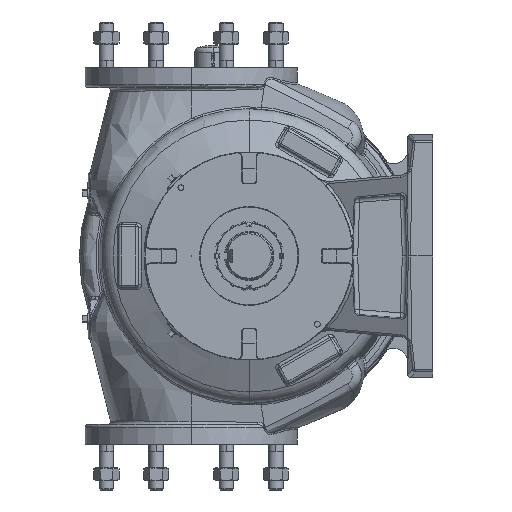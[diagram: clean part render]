
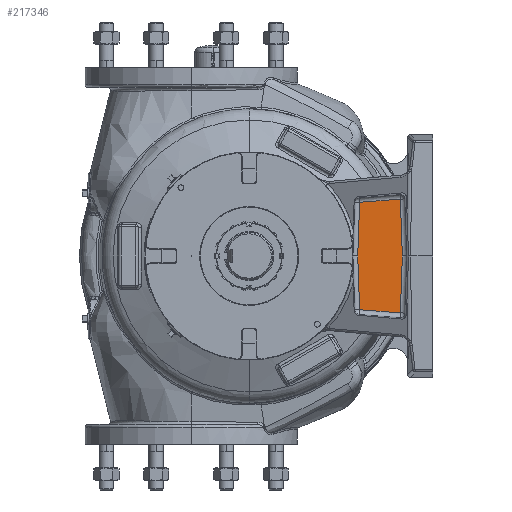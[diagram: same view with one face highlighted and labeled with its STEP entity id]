
A CAD part, left-side view. The second image highlights one B-rep face of the part: STEP entity #217346.
In plain terms, the highlighted planar face has unit normal (-1, 0, 0).
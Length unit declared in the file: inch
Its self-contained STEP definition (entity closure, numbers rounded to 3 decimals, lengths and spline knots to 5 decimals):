
#9741 = CARTESIAN_POINT ( 'NONE',  ( -26.0625, -7.82336, -3.20439 ) ) ;
#10122 = DIRECTION ( 'NONE',  ( 1., 0., 0. ) ) ;
#15022 = LINE ( 'NONE', #87498, #113243 ) ;
#20856 = CARTESIAN_POINT ( 'NONE',  ( -26.0625, -5.72297, -2.7819 ) ) ;
#20903 = VECTOR ( 'NONE', #176036, 39.37008 ) ;
#20980 = VECTOR ( 'NONE', #79390, 39.37008 ) ;
#28621 = CARTESIAN_POINT ( 'NONE',  ( -26.0625, -5.94465, -43.29934 ) ) ;
#45852 = VERTEX_POINT ( 'NONE', #73058 ) ;
#46580 = ORIENTED_EDGE ( 'NONE', *, *, #149805, .F. ) ;
#47141 = PLANE ( 'NONE',  #139592 ) ;
#48741 = DIRECTION ( 'NONE',  ( 0., -0.035, -0.999 ) ) ;
#65673 = DIRECTION ( 'NONE',  ( 0., 0., -1. ) ) ;
#73058 = CARTESIAN_POINT ( 'NONE',  ( -26.0625, -5.72297, 2.7819 ) ) ;
#73469 = LINE ( 'NONE', #203969, #171821 ) ;
#73814 = DIRECTION ( 'NONE',  ( 0., -0.997, 0.078 ) ) ;
#75707 = LINE ( 'NONE', #9741, #20903 ) ;
#77524 = CARTESIAN_POINT ( 'NONE',  ( -26.0625, -5.50437, -2.76469 ) ) ;
#79390 = DIRECTION ( 'NONE',  ( 0., -0.035, 0.999 ) ) ;
#87498 = CARTESIAN_POINT ( 'NONE',  ( -26.0625, -9.44304, -43.17717 ) ) ;
#88207 = CARTESIAN_POINT ( 'NONE',  ( -26.0625, -7.83231, 2.94791 ) ) ;
#91445 = ORIENTED_EDGE ( 'NONE', *, *, #178890, .F. ) ;
#93889 = ORIENTED_EDGE ( 'NONE', *, *, #127917, .F. ) ;
#98460 = LINE ( 'NONE', #77524, #147484 ) ;
#99491 = EDGE_LOOP ( 'NONE', ( #170572, #46580, #214511, #93889, #182020, #91445 ) ) ;
#103651 = FACE_OUTER_BOUND ( 'NONE', #99491, .T. ) ;
#109502 = CARTESIAN_POINT ( 'NONE',  ( -26.0625, -5.62582, 0. ) ) ;
#113243 = VECTOR ( 'NONE', #48741, 39.37008 ) ;
#127917 = EDGE_CURVE ( 'NONE', #193567, #222006, #98460, .T. ) ;
#139592 = AXIS2_PLACEMENT_3D ( 'NONE', #28621, #10122, #65673 ) ;
#147484 = VECTOR ( 'NONE', #188274, 39.37008 ) ;
#148360 = EDGE_CURVE ( 'NONE', #45852, #224159, #73469, .T. ) ;
#149805 = EDGE_CURVE ( 'NONE', #171755, #45852, #217573, .T. ) ;
#152931 = CARTESIAN_POINT ( 'NONE',  ( -26.0625, -4.11601, -43.23548 ) ) ;
#157940 = CARTESIAN_POINT ( 'NONE',  ( -26.0625, -5.62552, 0.00857 ) ) ;
#166768 = EDGE_CURVE ( 'NONE', #222006, #171755, #181225, .T. ) ;
#169626 = EDGE_CURVE ( 'NONE', #212162, #193567, #75707, .T. ) ;
#170572 = ORIENTED_EDGE ( 'NONE', *, *, #148360, .F. ) ;
#170808 = CARTESIAN_POINT ( 'NONE',  ( -26.0625, -7.83231, -2.94791 ) ) ;
#171755 = VERTEX_POINT ( 'NONE', #109502 ) ;
#171821 = VECTOR ( 'NONE', #73814, 39.37008 ) ;
#176036 = DIRECTION ( 'NONE',  ( 0., 0.035, -0.999 ) ) ;
#176595 = DIRECTION ( 'NONE',  ( 0., 0.035, 0.999 ) ) ;
#178890 = EDGE_CURVE ( 'NONE', #224159, #212162, #15022, .T. ) ;
#181225 = LINE ( 'NONE', #157940, #230376 ) ;
#182020 = ORIENTED_EDGE ( 'NONE', *, *, #169626, .F. ) ;
#188274 = DIRECTION ( 'NONE',  ( 0., 0.997, 0.078 ) ) ;
#193567 = VERTEX_POINT ( 'NONE', #170808 ) ;
#203969 = CARTESIAN_POINT ( 'NONE',  ( -26.0625, -2.33894, 2.51557 ) ) ;
#210354 = CARTESIAN_POINT ( 'NONE',  ( -26.0625, -7.93526, 0. ) ) ;
#212162 = VERTEX_POINT ( 'NONE', #210354 ) ;
#214511 = ORIENTED_EDGE ( 'NONE', *, *, #166768, .F. ) ;
#217346 = ADVANCED_FACE ( 'NONE', ( #103651 ), #47141, .F. ) ;
#217573 = LINE ( 'NONE', #152931, #20980 ) ;
#222006 = VERTEX_POINT ( 'NONE', #20856 ) ;
#224159 = VERTEX_POINT ( 'NONE', #88207 ) ;
#230376 = VECTOR ( 'NONE', #176595, 39.37008 ) ;
